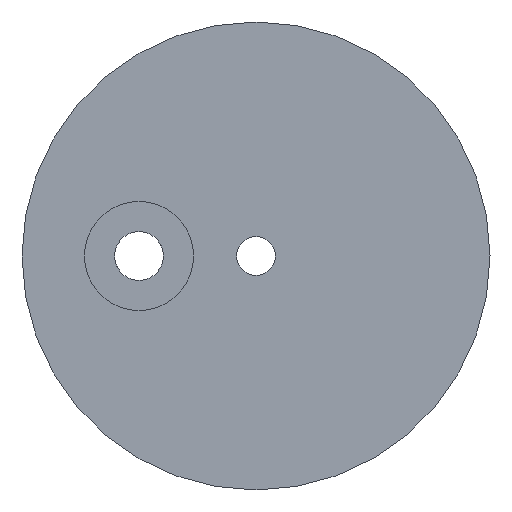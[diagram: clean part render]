
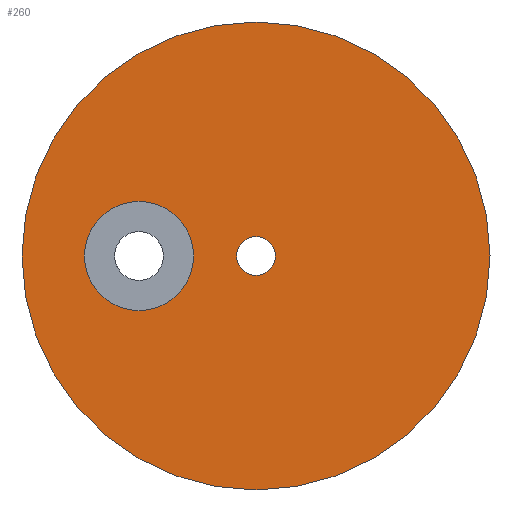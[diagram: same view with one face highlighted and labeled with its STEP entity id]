
A CAD part, front view. The second image highlights one B-rep face of the part: STEP entity #260.
In plain terms, the highlighted planar face has unit normal (0, -1, 0).
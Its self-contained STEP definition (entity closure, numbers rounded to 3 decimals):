
#32=FACE_BOUND('',#106,.T.);
#33=FACE_BOUND('',#107,.T.);
#84=FACE_OUTER_BOUND('',#105,.T.);
#105=EDGE_LOOP('',(#233));
#106=EDGE_LOOP('',(#234));
#107=EDGE_LOOP('',(#235));
#114=CIRCLE('',#286,7.);
#117=CIRCLE('',#296,2.5);
#118=CIRCLE('',#298,30.);
#135=VERTEX_POINT('',#483);
#139=VERTEX_POINT('',#503);
#140=VERTEX_POINT('',#507);
#161=EDGE_CURVE('',#135,#135,#114,.T.);
#171=EDGE_CURVE('',#139,#139,#117,.T.);
#172=EDGE_CURVE('',#140,#140,#118,.T.);
#233=ORIENTED_EDGE('',*,*,#172,.T.);
#234=ORIENTED_EDGE('',*,*,#161,.T.);
#235=ORIENTED_EDGE('',*,*,#171,.T.);
#247=PLANE('',#297);
#260=ADVANCED_FACE('',(#84,#32,#33),#247,.F.);
#286=AXIS2_PLACEMENT_3D('',#484,#333,#334);
#296=AXIS2_PLACEMENT_3D('',#505,#360,#361);
#297=AXIS2_PLACEMENT_3D('',#506,#362,#363);
#298=AXIS2_PLACEMENT_3D('',#508,#364,#365);
#333=DIRECTION('center_axis',(0.,1.,0.));
#334=DIRECTION('ref_axis',(-1.,0.,0.));
#360=DIRECTION('center_axis',(0.,1.,0.));
#361=DIRECTION('ref_axis',(-1.,0.,0.));
#362=DIRECTION('center_axis',(0.,1.,0.));
#363=DIRECTION('ref_axis',(1.,0.,0.));
#364=DIRECTION('center_axis',(0.,-1.,0.));
#365=DIRECTION('ref_axis',(1.,0.,0.));
#483=CARTESIAN_POINT('',(122.,-31.5,-40.));
#484=CARTESIAN_POINT('Origin',(115.,-31.5,-40.));
#503=CARTESIAN_POINT('',(132.5,-31.5,-40.));
#505=CARTESIAN_POINT('Origin',(130.,-31.5,-40.));
#506=CARTESIAN_POINT('Origin',(130.,-31.5,-40.));
#507=CARTESIAN_POINT('',(100.,-31.5,-40.));
#508=CARTESIAN_POINT('Origin',(130.,-31.5,-40.));
